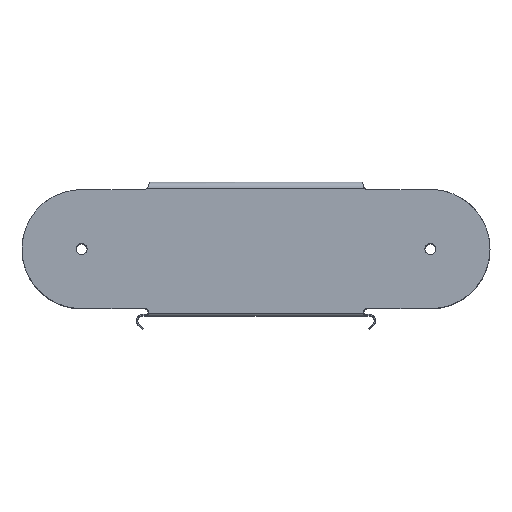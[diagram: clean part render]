
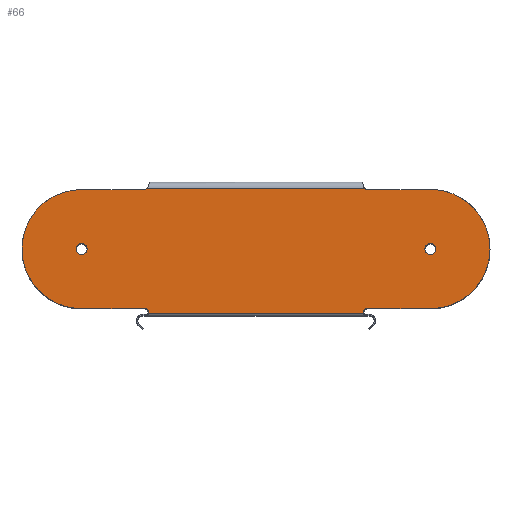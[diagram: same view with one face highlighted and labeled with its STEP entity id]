
A CAD part, top view. The second image highlights one B-rep face of the part: STEP entity #66.
In plain terms, the highlighted planar face has unit normal (0, 0, 1).
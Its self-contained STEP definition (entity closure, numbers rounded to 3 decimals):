
#19=FACE_BOUND('',#259,.T.);
#20=FACE_BOUND('',#260,.T.);
#66=ADVANCED_FACE('',(#160,#19,#20),#1530,.T.);
#160=FACE_OUTER_BOUND('',#258,.T.);
#258=EDGE_LOOP('',(#556,#557,#558,#559,#560,#561,#562,#563,#564,#565,#566,
#567));
#259=EDGE_LOOP('',(#568,#569));
#260=EDGE_LOOP('',(#570,#571));
#556=ORIENTED_EDGE('',*,*,#928,.T.);
#557=ORIENTED_EDGE('',*,*,#924,.T.);
#558=ORIENTED_EDGE('',*,*,#931,.T.);
#559=ORIENTED_EDGE('',*,*,#919,.F.);
#560=ORIENTED_EDGE('',*,*,#982,.T.);
#561=ORIENTED_EDGE('',*,*,#923,.T.);
#562=ORIENTED_EDGE('',*,*,#980,.T.);
#563=ORIENTED_EDGE('',*,*,#922,.T.);
#564=ORIENTED_EDGE('',*,*,#974,.T.);
#565=ORIENTED_EDGE('',*,*,#921,.T.);
#566=ORIENTED_EDGE('',*,*,#945,.T.);
#567=ORIENTED_EDGE('',*,*,#920,.T.);
#568=ORIENTED_EDGE('',*,*,#988,.T.);
#569=ORIENTED_EDGE('',*,*,#991,.T.);
#570=ORIENTED_EDGE('',*,*,#993,.T.);
#571=ORIENTED_EDGE('',*,*,#997,.T.);
#919=EDGE_CURVE('',#1406,#1408,#1216,.T.);
#920=EDGE_CURVE('',#1411,#1409,#1217,.T.);
#921=EDGE_CURVE('',#1413,#1412,#1218,.T.);
#922=EDGE_CURVE('',#1415,#1414,#1219,.T.);
#923=EDGE_CURVE('',#1417,#1416,#1220,.T.);
#924=EDGE_CURVE('',#1410,#1418,#1221,.T.);
#928=EDGE_CURVE('',#1409,#1410,#1077,.T.);
#931=EDGE_CURVE('',#1418,#1408,#1078,.T.);
#945=EDGE_CURVE('',#1412,#1411,#1081,.T.);
#974=EDGE_CURVE('',#1414,#1413,#1082,.T.);
#980=EDGE_CURVE('',#1416,#1415,#1085,.T.);
#982=EDGE_CURVE('',#1406,#1417,#1086,.T.);
#988=EDGE_CURVE('',#1420,#1419,#1089,.T.);
#991=EDGE_CURVE('',#1419,#1420,#1091,.T.);
#993=EDGE_CURVE('',#1422,#1421,#1093,.T.);
#997=EDGE_CURVE('',#1421,#1422,#1095,.T.);
#1077=(
BOUNDED_CURVE()
B_SPLINE_CURVE(2,(#3500,#3501,#3502,#3503,#3504),.UNSPECIFIED.,.F.,.F.)
B_SPLINE_CURVE_WITH_KNOTS((3,2,3),(0.,76.969,153.938),
 .UNSPECIFIED.)
CURVE()
GEOMETRIC_REPRESENTATION_ITEM()
RATIONAL_B_SPLINE_CURVE((1.,0.707,1.,0.707,1.))
REPRESENTATION_ITEM('')
);
#1078=(
BOUNDED_CURVE()
B_SPLINE_CURVE(2,(#3509,#3510,#3511,#3512,#3513),.UNSPECIFIED.,.F.,.F.)
B_SPLINE_CURVE_WITH_KNOTS((3,2,3),(0.,2.777,5.554),
 .UNSPECIFIED.)
CURVE()
GEOMETRIC_REPRESENTATION_ITEM()
RATIONAL_B_SPLINE_CURVE((1.,0.91,1.,0.91,1.))
REPRESENTATION_ITEM('')
);
#1081=(
BOUNDED_CURVE()
B_SPLINE_CURVE(2,(#3568,#3569,#3570),.UNSPECIFIED.,.F.,.F.)
B_SPLINE_CURVE_WITH_KNOTS((3,3),(0.,2.334),.UNSPECIFIED.)
CURVE()
GEOMETRIC_REPRESENTATION_ITEM()
RATIONAL_B_SPLINE_CURVE((1.,0.936,1.))
REPRESENTATION_ITEM('')
);
#1082=(
BOUNDED_CURVE()
B_SPLINE_CURVE(2,(#3679,#3680,#3681),.UNSPECIFIED.,.F.,.F.)
B_SPLINE_CURVE_WITH_KNOTS((3,3),(0.,2.334),.UNSPECIFIED.)
CURVE()
GEOMETRIC_REPRESENTATION_ITEM()
RATIONAL_B_SPLINE_CURVE((1.,0.936,1.))
REPRESENTATION_ITEM('')
);
#1085=(
BOUNDED_CURVE()
B_SPLINE_CURVE(2,(#3696,#3697,#3698,#3699,#3700),.UNSPECIFIED.,.F.,.F.)
B_SPLINE_CURVE_WITH_KNOTS((3,2,3),(0.,76.969,153.938),
 .UNSPECIFIED.)
CURVE()
GEOMETRIC_REPRESENTATION_ITEM()
RATIONAL_B_SPLINE_CURVE((1.,0.707,1.,0.707,1.))
REPRESENTATION_ITEM('')
);
#1086=(
BOUNDED_CURVE()
B_SPLINE_CURVE(2,(#3703,#3704,#3705,#3706,#3707),.UNSPECIFIED.,.F.,.F.)
B_SPLINE_CURVE_WITH_KNOTS((3,2,3),(0.,2.777,5.554),
 .UNSPECIFIED.)
CURVE()
GEOMETRIC_REPRESENTATION_ITEM()
RATIONAL_B_SPLINE_CURVE((1.,0.91,1.,0.91,1.))
REPRESENTATION_ITEM('')
);
#1089=(
BOUNDED_CURVE()
B_SPLINE_CURVE(2,(#3724,#3725,#3726,#3727,#3728),.UNSPECIFIED.,.F.,.F.)
B_SPLINE_CURVE_WITH_KNOTS((3,2,3),(0.,7.069,14.137),
 .UNSPECIFIED.)
CURVE()
GEOMETRIC_REPRESENTATION_ITEM()
RATIONAL_B_SPLINE_CURVE((1.,0.707,1.,0.707,1.))
REPRESENTATION_ITEM('')
);
#1091=(
BOUNDED_CURVE()
B_SPLINE_CURVE(2,(#3736,#3737,#3738,#3739,#3740),.UNSPECIFIED.,.F.,.F.)
B_SPLINE_CURVE_WITH_KNOTS((3,2,3),(0.,7.069,14.137),
 .UNSPECIFIED.)
CURVE()
GEOMETRIC_REPRESENTATION_ITEM()
RATIONAL_B_SPLINE_CURVE((1.,0.707,1.,0.707,1.))
REPRESENTATION_ITEM('')
);
#1093=(
BOUNDED_CURVE()
B_SPLINE_CURVE(2,(#3746,#3747,#3748,#3749,#3750),.UNSPECIFIED.,.F.,.F.)
B_SPLINE_CURVE_WITH_KNOTS((3,2,3),(0.,7.069,14.137),
 .UNSPECIFIED.)
CURVE()
GEOMETRIC_REPRESENTATION_ITEM()
RATIONAL_B_SPLINE_CURVE((1.,0.707,1.,0.707,1.))
REPRESENTATION_ITEM('')
);
#1095=(
BOUNDED_CURVE()
B_SPLINE_CURVE(2,(#3760,#3761,#3762,#3763,#3764),.UNSPECIFIED.,.F.,.F.)
B_SPLINE_CURVE_WITH_KNOTS((3,2,3),(0.,7.069,14.137),
 .UNSPECIFIED.)
CURVE()
GEOMETRIC_REPRESENTATION_ITEM()
RATIONAL_B_SPLINE_CURVE((1.,0.707,1.,0.707,1.))
REPRESENTATION_ITEM('')
);
#1216=B_SPLINE_CURVE_WITH_KNOTS('',1,(#3479,#3480),.UNSPECIFIED.,.F.,.F.,
(2,2),(0.,177.062),.UNSPECIFIED.);
#1217=B_SPLINE_CURVE_WITH_KNOTS('',1,(#3481,#3482),.UNSPECIFIED.,.F.,.F.,
(2,2),(-51.756,0.),.UNSPECIFIED.);
#1218=B_SPLINE_CURVE_WITH_KNOTS('',1,(#3483,#3484),.UNSPECIFIED.,.F.,.F.,
(2,2),(-179.211,0.),.UNSPECIFIED.);
#1219=B_SPLINE_CURVE_WITH_KNOTS('',1,(#3485,#3486),.UNSPECIFIED.,.F.,.F.,
(2,2),(-51.756,0.),.UNSPECIFIED.);
#1220=B_SPLINE_CURVE_WITH_KNOTS('',1,(#3487,#3488),.UNSPECIFIED.,.F.,.F.,
(2,2),(-51.75,0.),.UNSPECIFIED.);
#1221=B_SPLINE_CURVE_WITH_KNOTS('',1,(#3489,#3490),.UNSPECIFIED.,.F.,.F.,
(2,2),(-51.75,0.),.UNSPECIFIED.);
#1406=VERTEX_POINT('',#3053);
#1408=VERTEX_POINT('',#3055);
#1409=VERTEX_POINT('',#3056);
#1410=VERTEX_POINT('',#3057);
#1411=VERTEX_POINT('',#3058);
#1412=VERTEX_POINT('',#3059);
#1413=VERTEX_POINT('',#3060);
#1414=VERTEX_POINT('',#3061);
#1415=VERTEX_POINT('',#3062);
#1416=VERTEX_POINT('',#3063);
#1417=VERTEX_POINT('',#3064);
#1418=VERTEX_POINT('',#3065);
#1419=VERTEX_POINT('',#3066);
#1420=VERTEX_POINT('',#3067);
#1421=VERTEX_POINT('',#3068);
#1422=VERTEX_POINT('',#3069);
#1530=PLANE('',#1594);
#1594=AXIS2_PLACEMENT_3D('',#2204,#1641,$);
#1641=DIRECTION('',(0.,0.,1.));
#2204=CARTESIAN_POINT('',(-231.605,-8.605,50.));
#3053=CARTESIAN_POINT('',(88.531,2.25,50.));
#3055=CARTESIAN_POINT('',(-88.531,2.25,50.));
#3056=CARTESIAN_POINT('',(-143.5,103.947,50.));
#3057=CARTESIAN_POINT('',(-143.5,5.947,50.));
#3058=CARTESIAN_POINT('',(-91.744,103.947,50.));
#3059=CARTESIAN_POINT('',(-89.605,104.75,50.));
#3060=CARTESIAN_POINT('',(89.605,104.75,50.));
#3061=CARTESIAN_POINT('',(91.744,103.947,50.));
#3062=CARTESIAN_POINT('',(143.5,103.947,50.));
#3063=CARTESIAN_POINT('',(143.5,5.947,50.));
#3064=CARTESIAN_POINT('',(91.75,5.947,50.));
#3065=CARTESIAN_POINT('',(-91.75,5.947,50.));
#3066=CARTESIAN_POINT('',(-143.5,59.447,50.));
#3067=CARTESIAN_POINT('',(-143.5,50.447,50.));
#3068=CARTESIAN_POINT('',(143.5,50.447,50.));
#3069=CARTESIAN_POINT('',(143.5,59.447,50.));
#3479=CARTESIAN_POINT('',(88.531,2.25,50.));
#3480=CARTESIAN_POINT('',(-88.531,2.25,50.));
#3481=CARTESIAN_POINT('',(-91.744,103.947,50.));
#3482=CARTESIAN_POINT('',(-143.5,103.947,50.));
#3483=CARTESIAN_POINT('',(89.605,104.75,50.));
#3484=CARTESIAN_POINT('',(-89.605,104.75,50.));
#3485=CARTESIAN_POINT('',(143.5,103.947,50.));
#3486=CARTESIAN_POINT('',(91.744,103.947,50.));
#3487=CARTESIAN_POINT('',(91.75,5.947,50.));
#3488=CARTESIAN_POINT('',(143.5,5.947,50.));
#3489=CARTESIAN_POINT('',(-143.5,5.947,50.));
#3490=CARTESIAN_POINT('',(-91.75,5.947,50.));
#3500=CARTESIAN_POINT('',(-143.5,103.947,50.));
#3501=CARTESIAN_POINT('',(-192.5,103.947,50.));
#3502=CARTESIAN_POINT('',(-192.5,54.947,50.));
#3503=CARTESIAN_POINT('',(-192.5,5.947,50.));
#3504=CARTESIAN_POINT('',(-143.5,5.947,50.));
#3509=CARTESIAN_POINT('',(-91.75,5.947,50.));
#3510=CARTESIAN_POINT('',(-90.27,5.947,50.));
#3511=CARTESIAN_POINT('',(-89.299,4.831,50.));
#3512=CARTESIAN_POINT('',(-88.327,3.716,50.));
#3513=CARTESIAN_POINT('',(-88.531,2.25,50.));
#3568=CARTESIAN_POINT('',(-89.605,104.75,50.));
#3569=CARTESIAN_POINT('',(-90.524,103.947,50.));
#3570=CARTESIAN_POINT('',(-91.744,103.947,50.));
#3679=CARTESIAN_POINT('',(91.744,103.947,50.));
#3680=CARTESIAN_POINT('',(90.524,103.947,50.));
#3681=CARTESIAN_POINT('',(89.605,104.75,50.));
#3696=CARTESIAN_POINT('',(143.5,5.947,50.));
#3697=CARTESIAN_POINT('',(192.5,5.947,50.));
#3698=CARTESIAN_POINT('',(192.5,54.947,50.));
#3699=CARTESIAN_POINT('',(192.5,103.947,50.));
#3700=CARTESIAN_POINT('',(143.5,103.947,50.));
#3703=CARTESIAN_POINT('',(88.531,2.25,50.));
#3704=CARTESIAN_POINT('',(88.327,3.716,50.));
#3705=CARTESIAN_POINT('',(89.299,4.831,50.));
#3706=CARTESIAN_POINT('',(90.27,5.947,50.));
#3707=CARTESIAN_POINT('',(91.75,5.947,50.));
#3724=CARTESIAN_POINT('',(-143.5,50.447,50.));
#3725=CARTESIAN_POINT('',(-148.,50.447,50.));
#3726=CARTESIAN_POINT('',(-148.,54.947,50.));
#3727=CARTESIAN_POINT('',(-148.,59.447,50.));
#3728=CARTESIAN_POINT('',(-143.5,59.447,50.));
#3736=CARTESIAN_POINT('',(-143.5,59.447,50.));
#3737=CARTESIAN_POINT('',(-139.,59.447,50.));
#3738=CARTESIAN_POINT('',(-139.,54.947,50.));
#3739=CARTESIAN_POINT('',(-139.,50.447,50.));
#3740=CARTESIAN_POINT('',(-143.5,50.447,50.));
#3746=CARTESIAN_POINT('',(143.5,59.447,50.));
#3747=CARTESIAN_POINT('',(148.,59.447,50.));
#3748=CARTESIAN_POINT('',(148.,54.947,50.));
#3749=CARTESIAN_POINT('',(148.,50.447,50.));
#3750=CARTESIAN_POINT('',(143.5,50.447,50.));
#3760=CARTESIAN_POINT('',(143.5,50.447,50.));
#3761=CARTESIAN_POINT('',(139.,50.447,50.));
#3762=CARTESIAN_POINT('',(139.,54.947,50.));
#3763=CARTESIAN_POINT('',(139.,59.447,50.));
#3764=CARTESIAN_POINT('',(143.5,59.447,50.));
